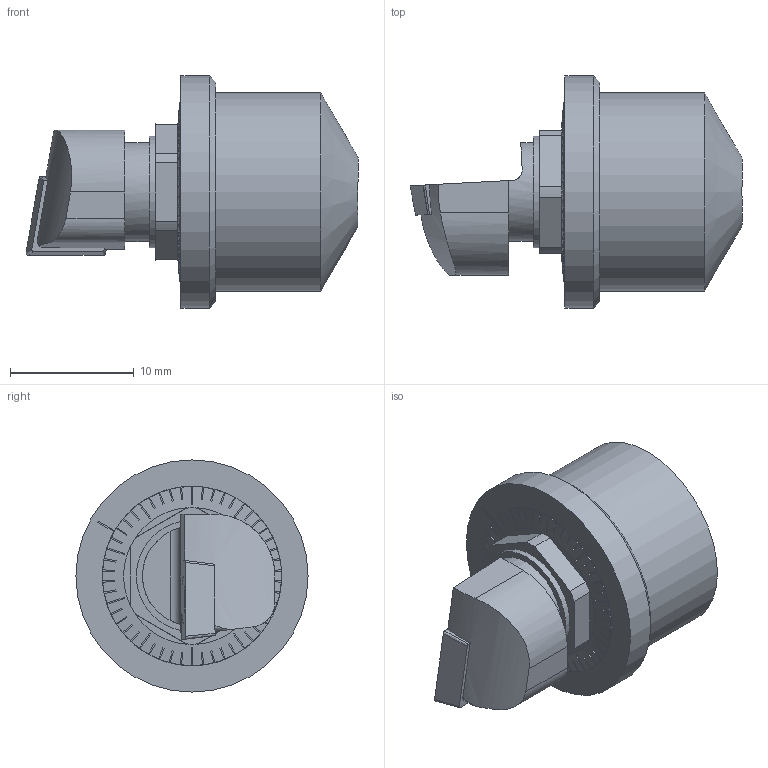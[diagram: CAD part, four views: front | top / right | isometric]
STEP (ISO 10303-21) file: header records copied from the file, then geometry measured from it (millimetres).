
FILE_DESCRIPTION(/* description */ (''),/* implementation_level */ '2;1');
FILE_NAME(/* name */ '1572852050134.stp',/* time_stamp */ '2019-11-04T08:20:57+01:00',/* author */ (''),/* organization */ ('SMS'),/* preprocessor_version */ 'ST-DEVELOPER v16.7',/* originating_system */ 'SIEMENS PLM Software NX 12.0',/* authorisation */ '');
FILE_SCHEMA (('AUTOMOTIVE_DESIGN { 1 0 10303 214 3 1 1 1 }'));
Length unit declared in the file: millimetre
Products named in the file (7): IsoTurningInsert; ASSEMBLY_CONSTRUCTION; 202649043mod000_00; 202645138mod000_00; 202652708mod000_00; 202649042mod000_00; 202652709mod000_00
Assembly tree (6 placements, depth 3):
  202652709mod000_00
    202649042mod000_00
      202649043mod000_00
      ASSEMBLY_CONSTRUCTION
      IsoTurningInsert
    202652708mod000_00
    202645138mod000_00
Bounding box: 26.81 x 18.75 x 18.75 mm (x, y, z)
Volume: 1214.9 mm3; surface area: 2551.7 mm2
Topology: 2 solids, 3 shells, 275 faces, 788 edges, 533 vertices
Faces by surface type: plane 240, cylinder 24, cone 6, bspline 3, torus 2
Full cylindrical faces by diameter (mm): 2.8 x2, 5.2 x1, 5.206 x1, 8 x1, 9 x2, 14.479 x1, 15.995 x1, 18.75 x1
Entity records: 9825 total; most frequent: CARTESIAN_POINT 2686, ORIENTED_EDGE 1518, DIRECTION 1323, EDGE_CURVE 759, VERTEX_POINT 513, AXIS2_PLACEMENT_3D 450, LINE 423, VECTOR 423
